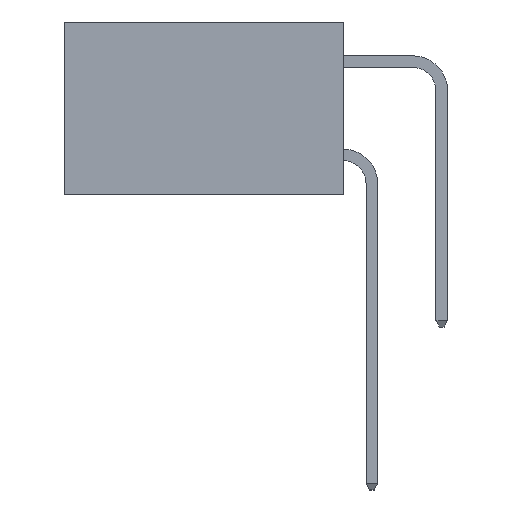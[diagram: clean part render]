
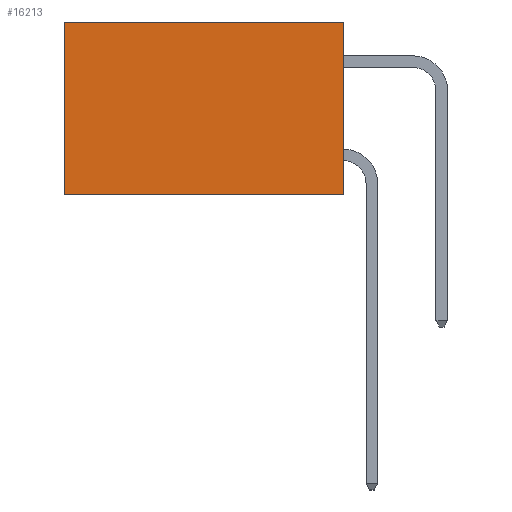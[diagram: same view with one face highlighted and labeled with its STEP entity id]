
A CAD part, left-side view. The second image highlights one B-rep face of the part: STEP entity #16213.
In plain terms, the highlighted planar face has unit normal (-1, 0, 0).
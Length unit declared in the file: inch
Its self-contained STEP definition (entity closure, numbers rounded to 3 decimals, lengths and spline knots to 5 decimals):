
#64 = EDGE_CURVE ( 'NONE', #10335, #801, #7443, .T. ) ;
#311 = LINE ( 'NONE', #10845, #10493 ) ;
#351 = AXIS2_PLACEMENT_3D ( 'NONE', #8396, #395, #9707 ) ;
#395 = DIRECTION ( 'NONE',  ( 1., 0., 0. ) ) ;
#596 = EDGE_CURVE ( 'NONE', #11916, #10335, #15163, .T. ) ;
#763 = CARTESIAN_POINT ( 'NONE',  ( 0.2615, 0.6, 0. ) ) ;
#801 = VERTEX_POINT ( 'NONE', #2677 ) ;
#1317 = CARTESIAN_POINT ( 'NONE',  ( 0.2615, 0.6, -0.37 ) ) ;
#1694 = VERTEX_POINT ( 'NONE', #8875 ) ;
#1931 = ORIENTED_EDGE ( 'NONE', *, *, #5747, .F. ) ;
#2199 = LINE ( 'NONE', #11438, #15566 ) ;
#2677 = CARTESIAN_POINT ( 'NONE',  ( 0.2615, 0.6, -0.37 ) ) ;
#3639 = FACE_OUTER_BOUND ( 'NONE', #12635, .T. ) ;
#3918 = VECTOR ( 'NONE', #7184, 39.37008 ) ;
#4829 = ORIENTED_EDGE ( 'NONE', *, *, #5402, .F. ) ;
#5402 = EDGE_CURVE ( 'NONE', #1694, #801, #2199, .T. ) ;
#5747 = EDGE_CURVE ( 'NONE', #11916, #1694, #311, .T. ) ;
#5780 = PLANE ( 'NONE',  #351 ) ;
#6839 = CARTESIAN_POINT ( 'NONE',  ( 0.2615, 0., 0. ) ) ;
#6866 = DIRECTION ( 'NONE',  ( 0., 1., 0. ) ) ;
#7184 = DIRECTION ( 'NONE',  ( 0., 0., -1. ) ) ;
#7443 = LINE ( 'NONE', #1317, #3918 ) ;
#8396 = CARTESIAN_POINT ( 'NONE',  ( 0.2615, 0., -0.37 ) ) ;
#8875 = CARTESIAN_POINT ( 'NONE',  ( 0.2615, 0., -0.37 ) ) ;
#9707 = DIRECTION ( 'NONE',  ( 0., 0., -1. ) ) ;
#9780 = ORIENTED_EDGE ( 'NONE', *, *, #64, .T. ) ;
#10335 = VERTEX_POINT ( 'NONE', #763 ) ;
#10493 = VECTOR ( 'NONE', #12030, 39.37008 ) ;
#10722 = ORIENTED_EDGE ( 'NONE', *, *, #596, .T. ) ;
#10845 = CARTESIAN_POINT ( 'NONE',  ( 0.2615, 0., -0.37 ) ) ;
#11400 = DIRECTION ( 'NONE',  ( 0., 1., 0. ) ) ;
#11438 = CARTESIAN_POINT ( 'NONE',  ( 0.2615, 0., -0.37 ) ) ;
#11916 = VERTEX_POINT ( 'NONE', #16138 ) ;
#12030 = DIRECTION ( 'NONE',  ( 0., 0., -1. ) ) ;
#12635 = EDGE_LOOP ( 'NONE', ( #9780, #4829, #1931, #10722 ) ) ;
#14798 = VECTOR ( 'NONE', #6866, 39.37008 ) ;
#15163 = LINE ( 'NONE', #6839, #14798 ) ;
#15566 = VECTOR ( 'NONE', #11400, 39.37008 ) ;
#16138 = CARTESIAN_POINT ( 'NONE',  ( 0.2615, 0., 0. ) ) ;
#16213 = ADVANCED_FACE ( 'NONE', ( #3639 ), #5780, .F. ) ;
